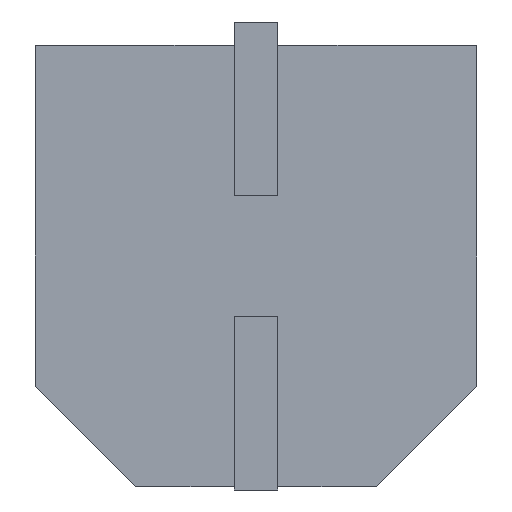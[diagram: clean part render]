
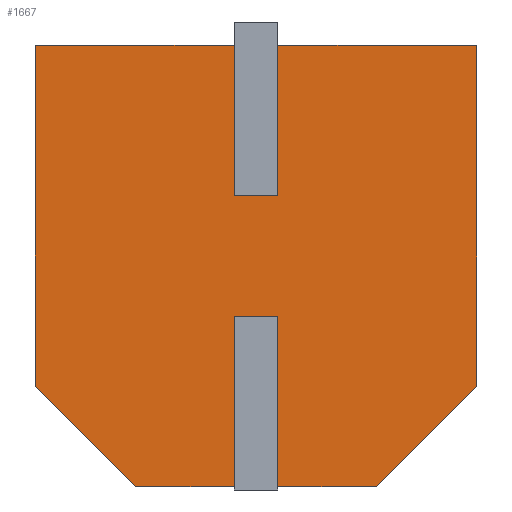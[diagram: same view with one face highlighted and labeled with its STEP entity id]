
A CAD part, front view. The second image highlights one B-rep face of the part: STEP entity #1667.
In plain terms, the highlighted planar face has unit normal (0, -1, 0).
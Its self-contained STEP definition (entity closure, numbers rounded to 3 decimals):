
#18 = EDGE_CURVE ( 'NONE', #1806, #1601, #615, .T. ) ;
#166 = CARTESIAN_POINT ( 'NONE',  ( -1.8, 0., -3.3 ) ) ;
#175 = ORIENTED_EDGE ( 'NONE', *, *, #3564, .F. ) ;
#228 = VERTEX_POINT ( 'NONE', #2934 ) ;
#281 = CARTESIAN_POINT ( 'NONE',  ( 3.3, 0., -1.8 ) ) ;
#289 = CARTESIAN_POINT ( 'NONE',  ( 3.3, 0., -1.8 ) ) ;
#320 = EDGE_CURVE ( 'NONE', #5151, #550, #6292, .T. ) ;
#405 = CARTESIAN_POINT ( 'NONE',  ( 1.8, 0., -3.3 ) ) ;
#531 = VERTEX_POINT ( 'NONE', #5881 ) ;
#535 = ORIENTED_EDGE ( 'NONE', *, *, #6123, .F. ) ;
#550 = VERTEX_POINT ( 'NONE', #6409 ) ;
#595 = VECTOR ( 'NONE', #4383, 1000. ) ;
#615 = LINE ( 'NONE', #6625, #5870 ) ;
#628 = LINE ( 'NONE', #2478, #5880 ) ;
#676 = FACE_OUTER_BOUND ( 'NONE', #5707, .T. ) ;
#678 = LINE ( 'NONE', #6333, #1997 ) ;
#704 = CARTESIAN_POINT ( 'NONE',  ( -0.325, 0., 1.05 ) ) ;
#716 = ORIENTED_EDGE ( 'NONE', *, *, #6101, .F. ) ;
#726 = DIRECTION ( 'NONE',  ( 1., 0., 0. ) ) ;
#775 = AXIS2_PLACEMENT_3D ( 'NONE', #2736, #4800, #1740 ) ;
#789 = ORIENTED_EDGE ( 'NONE', *, *, #3428, .F. ) ;
#823 = VERTEX_POINT ( 'NONE', #2312 ) ;
#852 = VECTOR ( 'NONE', #3160, 1000. ) ;
#874 = CARTESIAN_POINT ( 'NONE',  ( -3.3, 0., -1.8 ) ) ;
#893 = DIRECTION ( 'NONE',  ( 0., 0., 1. ) ) ;
#931 = VECTOR ( 'NONE', #3694, 1000. ) ;
#1001 = ORIENTED_EDGE ( 'NONE', *, *, #3848, .F. ) ;
#1073 = CARTESIAN_POINT ( 'NONE',  ( 1.8, 0., -3.3 ) ) ;
#1151 = LINE ( 'NONE', #3904, #3677 ) ;
#1384 = ORIENTED_EDGE ( 'NONE', *, *, #6345, .F. ) ;
#1446 = LINE ( 'NONE', #874, #6269 ) ;
#1506 = CARTESIAN_POINT ( 'NONE',  ( 0.325, 0., 3.65 ) ) ;
#1516 = VECTOR ( 'NONE', #6260, 1000. ) ;
#1601 = VERTEX_POINT ( 'NONE', #1650 ) ;
#1650 = CARTESIAN_POINT ( 'NONE',  ( -0.325, 0., 3.3 ) ) ;
#1667 = ADVANCED_FACE ( 'NONE', ( #676 ), #4296, .F. ) ;
#1740 = DIRECTION ( 'NONE',  ( 0., 0., 1. ) ) ;
#1806 = VERTEX_POINT ( 'NONE', #4922 ) ;
#1976 = VERTEX_POINT ( 'NONE', #2972 ) ;
#1997 = VECTOR ( 'NONE', #5352, 1000. ) ;
#2018 = DIRECTION ( 'NONE',  ( 0., 0., 1. ) ) ;
#2048 = VERTEX_POINT ( 'NONE', #5061 ) ;
#2095 = VECTOR ( 'NONE', #2018, 1000. ) ;
#2255 = LINE ( 'NONE', #1506, #2095 ) ;
#2312 = CARTESIAN_POINT ( 'NONE',  ( 3.3, 0., 3.3 ) ) ;
#2356 = VERTEX_POINT ( 'NONE', #4790 ) ;
#2386 = DIRECTION ( 'NONE',  ( 0., 0., -1. ) ) ;
#2422 = EDGE_CURVE ( 'NONE', #228, #5101, #3399, .T. ) ;
#2447 = ORIENTED_EDGE ( 'NONE', *, *, #2422, .F. ) ;
#2478 = CARTESIAN_POINT ( 'NONE',  ( -3.3, 0., 3.3 ) ) ;
#2521 = ORIENTED_EDGE ( 'NONE', *, *, #4664, .F. ) ;
#2564 = CARTESIAN_POINT ( 'NONE',  ( -3.3, 0., -1.8 ) ) ;
#2590 = ORIENTED_EDGE ( 'NONE', *, *, #6526, .F. ) ;
#2676 = CARTESIAN_POINT ( 'NONE',  ( 0.325, 0., -0.75 ) ) ;
#2736 = CARTESIAN_POINT ( 'NONE',  ( 0., 0., 0. ) ) ;
#2934 = CARTESIAN_POINT ( 'NONE',  ( -1.8, 0., -3.3 ) ) ;
#2972 = CARTESIAN_POINT ( 'NONE',  ( 0.325, 0., 1.05 ) ) ;
#3160 = DIRECTION ( 'NONE',  ( -1., 0., 0. ) ) ;
#3174 = ORIENTED_EDGE ( 'NONE', *, *, #3185, .F. ) ;
#3185 = EDGE_CURVE ( 'NONE', #823, #5411, #4349, .T. ) ;
#3399 = LINE ( 'NONE', #5877, #6161 ) ;
#3428 = EDGE_CURVE ( 'NONE', #4276, #823, #628, .T. ) ;
#3564 = EDGE_CURVE ( 'NONE', #550, #2356, #4985, .T. ) ;
#3677 = VECTOR ( 'NONE', #2386, 1000. ) ;
#3694 = DIRECTION ( 'NONE',  ( 0., 0., 1. ) ) ;
#3781 = DIRECTION ( 'NONE',  ( -0.707, 0., 0.707 ) ) ;
#3848 = EDGE_CURVE ( 'NONE', #1976, #4276, #2255, .T. ) ;
#3904 = CARTESIAN_POINT ( 'NONE',  ( -0.325, 0., -0.75 ) ) ;
#3971 = ORIENTED_EDGE ( 'NONE', *, *, #5826, .F. ) ;
#4005 = CARTESIAN_POINT ( 'NONE',  ( -0.325, 0., 1.05 ) ) ;
#4276 = VERTEX_POINT ( 'NONE', #4499 ) ;
#4296 = PLANE ( 'NONE',  #775 ) ;
#4349 = LINE ( 'NONE', #289, #5575 ) ;
#4383 = DIRECTION ( 'NONE',  ( -0.707, 0., -0.707 ) ) ;
#4499 = CARTESIAN_POINT ( 'NONE',  ( 0.325, 0., 3.3 ) ) ;
#4664 = EDGE_CURVE ( 'NONE', #531, #228, #5460, .T. ) ;
#4790 = CARTESIAN_POINT ( 'NONE',  ( 0.325, 0., -0.75 ) ) ;
#4800 = DIRECTION ( 'NONE',  ( 0., 1., 0. ) ) ;
#4895 = LINE ( 'NONE', #704, #6275 ) ;
#4916 = VECTOR ( 'NONE', #5593, 1000. ) ;
#4922 = CARTESIAN_POINT ( 'NONE',  ( -3.3, 0., 3.3 ) ) ;
#4985 = LINE ( 'NONE', #2676, #931 ) ;
#5061 = CARTESIAN_POINT ( 'NONE',  ( -0.325, 0., -0.75 ) ) ;
#5066 = DIRECTION ( 'NONE',  ( 1., 0., 0. ) ) ;
#5101 = VERTEX_POINT ( 'NONE', #2564 ) ;
#5151 = VERTEX_POINT ( 'NONE', #1073 ) ;
#5233 = EDGE_CURVE ( 'NONE', #2356, #2048, #6128, .T. ) ;
#5332 = ORIENTED_EDGE ( 'NONE', *, *, #18, .F. ) ;
#5352 = DIRECTION ( 'NONE',  ( 0., 0., -1. ) ) ;
#5411 = VERTEX_POINT ( 'NONE', #281 ) ;
#5422 = ORIENTED_EDGE ( 'NONE', *, *, #5233, .F. ) ;
#5435 = ORIENTED_EDGE ( 'NONE', *, *, #320, .F. ) ;
#5460 = LINE ( 'NONE', #166, #1516 ) ;
#5575 = VECTOR ( 'NONE', #5892, 1000. ) ;
#5593 = DIRECTION ( 'NONE',  ( -1., 0., 0. ) ) ;
#5707 = EDGE_LOOP ( 'NONE', ( #1384, #5332, #535, #2447, #2521, #716, #5422, #175, #5435, #2590, #3174, #789, #1001, #3971 ) ) ;
#5714 = CARTESIAN_POINT ( 'NONE',  ( -0.325, 0., -0.75 ) ) ;
#5826 = EDGE_CURVE ( 'NONE', #6601, #1976, #4895, .T. ) ;
#5851 = LINE ( 'NONE', #405, #595 ) ;
#5870 = VECTOR ( 'NONE', #6017, 1000. ) ;
#5877 = CARTESIAN_POINT ( 'NONE',  ( -3.3, 0., -1.8 ) ) ;
#5880 = VECTOR ( 'NONE', #5066, 1000. ) ;
#5881 = CARTESIAN_POINT ( 'NONE',  ( -0.325, 0., -3.3 ) ) ;
#5892 = DIRECTION ( 'NONE',  ( 0., 0., -1. ) ) ;
#6017 = DIRECTION ( 'NONE',  ( 1., 0., 0. ) ) ;
#6101 = EDGE_CURVE ( 'NONE', #2048, #531, #1151, .T. ) ;
#6123 = EDGE_CURVE ( 'NONE', #5101, #1806, #1446, .T. ) ;
#6128 = LINE ( 'NONE', #5714, #852 ) ;
#6161 = VECTOR ( 'NONE', #3781, 1000. ) ;
#6260 = DIRECTION ( 'NONE',  ( -1., 0., 0. ) ) ;
#6269 = VECTOR ( 'NONE', #893, 1000. ) ;
#6275 = VECTOR ( 'NONE', #726, 1000. ) ;
#6292 = LINE ( 'NONE', #6617, #4916 ) ;
#6333 = CARTESIAN_POINT ( 'NONE',  ( -0.325, 0., 3.65 ) ) ;
#6345 = EDGE_CURVE ( 'NONE', #1601, #6601, #678, .T. ) ;
#6409 = CARTESIAN_POINT ( 'NONE',  ( 0.325, 0., -3.3 ) ) ;
#6526 = EDGE_CURVE ( 'NONE', #5411, #5151, #5851, .T. ) ;
#6601 = VERTEX_POINT ( 'NONE', #4005 ) ;
#6617 = CARTESIAN_POINT ( 'NONE',  ( -1.8, 0., -3.3 ) ) ;
#6625 = CARTESIAN_POINT ( 'NONE',  ( -3.3, 0., 3.3 ) ) ;
